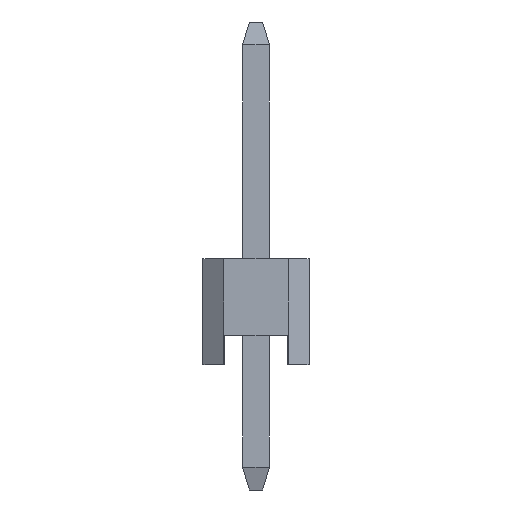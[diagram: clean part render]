
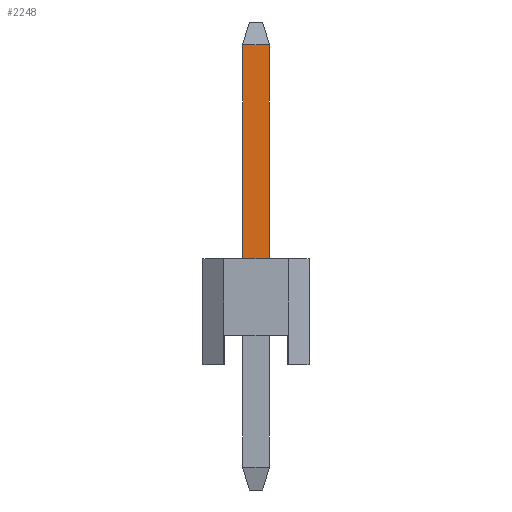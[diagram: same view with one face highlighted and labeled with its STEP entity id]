
A CAD part, left-side view. The second image highlights one B-rep face of the part: STEP entity #2248.
In plain terms, the highlighted planar face has unit normal (-1, 0, 0).
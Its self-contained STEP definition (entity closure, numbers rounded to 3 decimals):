
#936 = PLANE('',#937);
#937 = AXIS2_PLACEMENT_3D('',#938,#939,#940);
#938 = CARTESIAN_POINT('',(-1.27,0.77,2.54));
#939 = DIRECTION('',(0.,0.,-1.));
#940 = DIRECTION('',(-1.,0.,0.));
#1822 = VERTEX_POINT('',#1823);
#1823 = CARTESIAN_POINT('',(-0.32,0.32,2.54));
#1836 = PLANE('',#1837);
#1837 = AXIS2_PLACEMENT_3D('',#1838,#1839,#1840);
#1838 = CARTESIAN_POINT('',(-0.32,0.32,-2.454));
#1839 = DIRECTION('',(0.,1.,0.));
#1840 = DIRECTION('',(1.,0.,0.));
#1847 = EDGE_CURVE('',#1822,#1848,#1850,.T.);
#1848 = VERTEX_POINT('',#1849);
#1849 = CARTESIAN_POINT('',(-0.32,-0.32,2.54));
#1850 = SURFACE_CURVE('',#1851,(#1855,#1861),.PCURVE_S1.);
#1851 = LINE('',#1852,#1853);
#1852 = CARTESIAN_POINT('',(-0.32,0.225,2.54));
#1853 = VECTOR('',#1854,1.);
#1854 = DIRECTION('',(-0.,-1.,-0.));
#1855 = PCURVE('',#936,#1856);
#1856 = DEFINITIONAL_REPRESENTATION('',(#1857),#1860);
#1857 = B_SPLINE_CURVE_WITH_KNOTS('',1,(#1858,#1859),.UNSPECIFIED.,.F.,
  .F.,(2,2),(-0.159,0.609),.PIECEWISE_BEZIER_KNOTS.);
#1858 = CARTESIAN_POINT('',(-0.95,-0.386));
#1859 = CARTESIAN_POINT('',(-0.95,-1.154));
#1860 = ( GEOMETRIC_REPRESENTATION_CONTEXT(2) 
PARAMETRIC_REPRESENTATION_CONTEXT() REPRESENTATION_CONTEXT('2D SPACE',''
  ) );
#1861 = PCURVE('',#1862,#1867);
#1862 = PLANE('',#1863);
#1863 = AXIS2_PLACEMENT_3D('',#1864,#1865,#1866);
#1864 = CARTESIAN_POINT('',(-0.32,-0.32,-2.454));
#1865 = DIRECTION('',(-1.,0.,0.));
#1866 = DIRECTION('',(0.,1.,0.));
#1867 = DEFINITIONAL_REPRESENTATION('',(#1868),#1871);
#1868 = B_SPLINE_CURVE_WITH_KNOTS('',1,(#1869,#1870),.UNSPECIFIED.,.F.,
  .F.,(2,2),(-0.159,0.609),.PIECEWISE_BEZIER_KNOTS.);
#1869 = CARTESIAN_POINT('',(0.704,-4.994));
#1870 = CARTESIAN_POINT('',(-0.064,-4.994));
#1871 = ( GEOMETRIC_REPRESENTATION_CONTEXT(2) 
PARAMETRIC_REPRESENTATION_CONTEXT() REPRESENTATION_CONTEXT('2D SPACE',''
  ) );
#1886 = PLANE('',#1887);
#1887 = AXIS2_PLACEMENT_3D('',#1888,#1889,#1890);
#1888 = CARTESIAN_POINT('',(0.32,-0.32,-2.454));
#1889 = DIRECTION('',(0.,-1.,0.));
#1890 = DIRECTION('',(-1.,0.,0.));
#2201 = VERTEX_POINT('',#2202);
#2202 = CARTESIAN_POINT('',(-0.32,-0.32,7.654));
#2228 = EDGE_CURVE('',#1848,#2201,#2229,.T.);
#2229 = SURFACE_CURVE('',#2230,(#2234,#2241),.PCURVE_S1.);
#2230 = LINE('',#2231,#2232);
#2231 = CARTESIAN_POINT('',(-0.32,-0.32,-2.454));
#2232 = VECTOR('',#2233,1.);
#2233 = DIRECTION('',(0.,0.,1.));
#2234 = PCURVE('',#1886,#2235);
#2235 = DEFINITIONAL_REPRESENTATION('',(#2236),#2240);
#2236 = LINE('',#2237,#2238);
#2237 = CARTESIAN_POINT('',(0.64,0.));
#2238 = VECTOR('',#2239,1.);
#2239 = DIRECTION('',(0.,-1.));
#2240 = ( GEOMETRIC_REPRESENTATION_CONTEXT(2) 
PARAMETRIC_REPRESENTATION_CONTEXT() REPRESENTATION_CONTEXT('2D SPACE',''
  ) );
#2241 = PCURVE('',#1862,#2242);
#2242 = DEFINITIONAL_REPRESENTATION('',(#2243),#2247);
#2243 = LINE('',#2244,#2245);
#2244 = CARTESIAN_POINT('',(0.,0.));
#2245 = VECTOR('',#2246,1.);
#2246 = DIRECTION('',(0.,-1.));
#2247 = ( GEOMETRIC_REPRESENTATION_CONTEXT(2) 
PARAMETRIC_REPRESENTATION_CONTEXT() REPRESENTATION_CONTEXT('2D SPACE',''
  ) );
#2248 = ADVANCED_FACE('',(#2249),#1862,.T.);
#2249 = FACE_BOUND('',#2250,.T.);
#2250 = EDGE_LOOP('',(#2251,#2252,#2253,#2281));
#2251 = ORIENTED_EDGE('',*,*,#1847,.T.);
#2252 = ORIENTED_EDGE('',*,*,#2228,.T.);
#2253 = ORIENTED_EDGE('',*,*,#2254,.T.);
#2254 = EDGE_CURVE('',#2201,#2255,#2257,.T.);
#2255 = VERTEX_POINT('',#2256);
#2256 = CARTESIAN_POINT('',(-0.32,0.32,7.654));
#2257 = SURFACE_CURVE('',#2258,(#2262,#2269),.PCURVE_S1.);
#2258 = LINE('',#2259,#2260);
#2259 = CARTESIAN_POINT('',(-0.32,-0.32,7.654));
#2260 = VECTOR('',#2261,1.);
#2261 = DIRECTION('',(0.,1.,0.));
#2262 = PCURVE('',#1862,#2263);
#2263 = DEFINITIONAL_REPRESENTATION('',(#2264),#2268);
#2264 = LINE('',#2265,#2266);
#2265 = CARTESIAN_POINT('',(0.,-10.108));
#2266 = VECTOR('',#2267,1.);
#2267 = DIRECTION('',(1.,0.));
#2268 = ( GEOMETRIC_REPRESENTATION_CONTEXT(2) 
PARAMETRIC_REPRESENTATION_CONTEXT() REPRESENTATION_CONTEXT('2D SPACE',''
  ) );
#2269 = PCURVE('',#2270,#2275);
#2270 = B_SPLINE_SURFACE_WITH_KNOTS('',1,1,(
    (#2271,#2272)
    ,(#2273,#2274
    )),.UNSPECIFIED.,.F.,.F.,.F.,(2,2),(2,2),(0.,0.64),(0.,1.),
  .PIECEWISE_BEZIER_KNOTS.);
#2271 = CARTESIAN_POINT('',(-0.32,-0.32,7.654));
#2272 = CARTESIAN_POINT('',(-0.16,-0.16,8.2));
#2273 = CARTESIAN_POINT('',(-0.32,0.32,7.654));
#2274 = CARTESIAN_POINT('',(-0.16,0.16,8.2));
#2275 = DEFINITIONAL_REPRESENTATION('',(#2276),#2280);
#2276 = LINE('',#2277,#2278);
#2277 = CARTESIAN_POINT('',(0.,0.));
#2278 = VECTOR('',#2279,1.);
#2279 = DIRECTION('',(1.,0.));
#2280 = ( GEOMETRIC_REPRESENTATION_CONTEXT(2) 
PARAMETRIC_REPRESENTATION_CONTEXT() REPRESENTATION_CONTEXT('2D SPACE',''
  ) );
#2281 = ORIENTED_EDGE('',*,*,#2282,.F.);
#2282 = EDGE_CURVE('',#1822,#2255,#2283,.T.);
#2283 = SURFACE_CURVE('',#2284,(#2288,#2295),.PCURVE_S1.);
#2284 = LINE('',#2285,#2286);
#2285 = CARTESIAN_POINT('',(-0.32,0.32,-2.454));
#2286 = VECTOR('',#2287,1.);
#2287 = DIRECTION('',(0.,0.,1.));
#2288 = PCURVE('',#1862,#2289);
#2289 = DEFINITIONAL_REPRESENTATION('',(#2290),#2294);
#2290 = LINE('',#2291,#2292);
#2291 = CARTESIAN_POINT('',(0.64,0.));
#2292 = VECTOR('',#2293,1.);
#2293 = DIRECTION('',(0.,-1.));
#2294 = ( GEOMETRIC_REPRESENTATION_CONTEXT(2) 
PARAMETRIC_REPRESENTATION_CONTEXT() REPRESENTATION_CONTEXT('2D SPACE',''
  ) );
#2295 = PCURVE('',#1836,#2296);
#2296 = DEFINITIONAL_REPRESENTATION('',(#2297),#2301);
#2297 = LINE('',#2298,#2299);
#2298 = CARTESIAN_POINT('',(0.,0.));
#2299 = VECTOR('',#2300,1.);
#2300 = DIRECTION('',(0.,-1.));
#2301 = ( GEOMETRIC_REPRESENTATION_CONTEXT(2) 
PARAMETRIC_REPRESENTATION_CONTEXT() REPRESENTATION_CONTEXT('2D SPACE',''
  ) );
